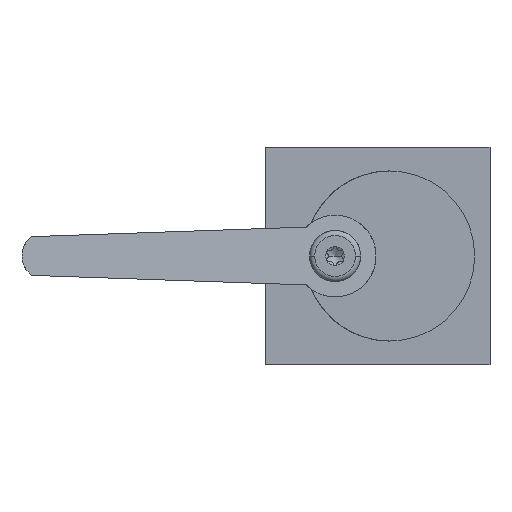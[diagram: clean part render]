
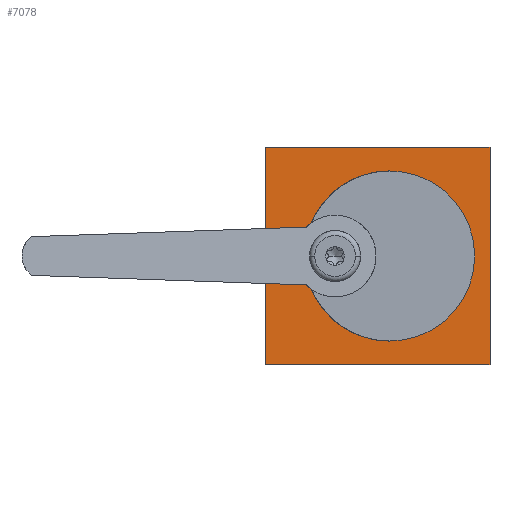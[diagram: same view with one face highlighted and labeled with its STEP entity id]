
A CAD part, left-side view. The second image highlights one B-rep face of the part: STEP entity #7078.
In plain terms, the highlighted planar face has unit normal (-1, 0, 0).
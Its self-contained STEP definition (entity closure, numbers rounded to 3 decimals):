
#17=DIRECTION('',(0.,-1.,0.));
#18=VECTOR('',#17,66.);
#19=CARTESIAN_POINT('',(0.,66.,0.));
#20=LINE('',#19,#18);
#531=DIRECTION('',(0.,0.,1.));
#532=VECTOR('',#531,64.);
#533=CARTESIAN_POINT('',(0.,66.,-64.));
#534=LINE('',#533,#532);
#575=DIRECTION('',(0.,-1.,0.));
#576=VECTOR('',#575,66.);
#577=CARTESIAN_POINT('',(0.,66.,-64.));
#578=LINE('',#577,#576);
#579=CARTESIAN_POINT('',(0.,29.5,-32.));
#580=DIRECTION('',(-1.,0.,0.));
#581=DIRECTION('',(0.,0.,1.));
#582=AXIS2_PLACEMENT_3D('',#579,#580,#581);
#584=CARTESIAN_POINT('',(0.,29.5,-32.));
#585=DIRECTION('',(-1.,0.,0.));
#586=DIRECTION('',(0.,0.,-1.));
#587=AXIS2_PLACEMENT_3D('',#584,#585,#586);
#593=DIRECTION('',(0.,0.,-1.));
#594=VECTOR('',#593,64.);
#595=CARTESIAN_POINT('',(0.,0.,0.));
#596=LINE('',#595,#594);
#4981=CARTESIAN_POINT('',(0.,0.,-64.));
#4982=VERTEX_POINT('',#4981);
#4983=CARTESIAN_POINT('',(0.,66.,-64.));
#4984=VERTEX_POINT('',#4983);
#4995=CARTESIAN_POINT('',(0.,66.,0.));
#4996=VERTEX_POINT('',#4995);
#4997=CARTESIAN_POINT('',(0.,0.,0.));
#4998=VERTEX_POINT('',#4997);
#6363=CARTESIAN_POINT('',(0.,29.5,-7.));
#6364=CARTESIAN_POINT('',(0.,29.5,-57.));
#6365=VERTEX_POINT('',#6363);
#6366=VERTEX_POINT('',#6364);
#7060=CARTESIAN_POINT('',(0.,33.,-32.));
#7061=DIRECTION('',(1.,0.,0.));
#7062=DIRECTION('',(0.,-1.,0.));
#7063=AXIS2_PLACEMENT_3D('',#7060,#7061,#7062);
#7064=PLANE('',#7063);
#7065=ORIENTED_EDGE('',*,*,#7014,.F.);
#7066=ORIENTED_EDGE('',*,*,#7031,.T.);
#7067=ORIENTED_EDGE('',*,*,#6404,.T.);
#7069=ORIENTED_EDGE('',*,*,#7068,.T.);
#7070=EDGE_LOOP('',(#7065,#7066,#7067,#7069));
#7071=FACE_OUTER_BOUND('',#7070,.F.);
#7073=ORIENTED_EDGE('',*,*,#7072,.T.);
#7075=ORIENTED_EDGE('',*,*,#7074,.T.);
#7076=EDGE_LOOP('',(#7073,#7075));
#7077=FACE_BOUND('',#7076,.F.);
#7078=ADVANCED_FACE('',(#7071,#7077),#7064,.F.);
#583=CIRCLE('',#582,25.);
#588=CIRCLE('',#587,25.);
#6404=EDGE_CURVE('',#4996,#4998,#20,.T.);
#7014=EDGE_CURVE('',#4984,#4982,#578,.T.);
#7031=EDGE_CURVE('',#4984,#4996,#534,.T.);
#7068=EDGE_CURVE('',#4998,#4982,#596,.T.);
#7072=EDGE_CURVE('',#6365,#6366,#583,.T.);
#7074=EDGE_CURVE('',#6366,#6365,#588,.T.);
